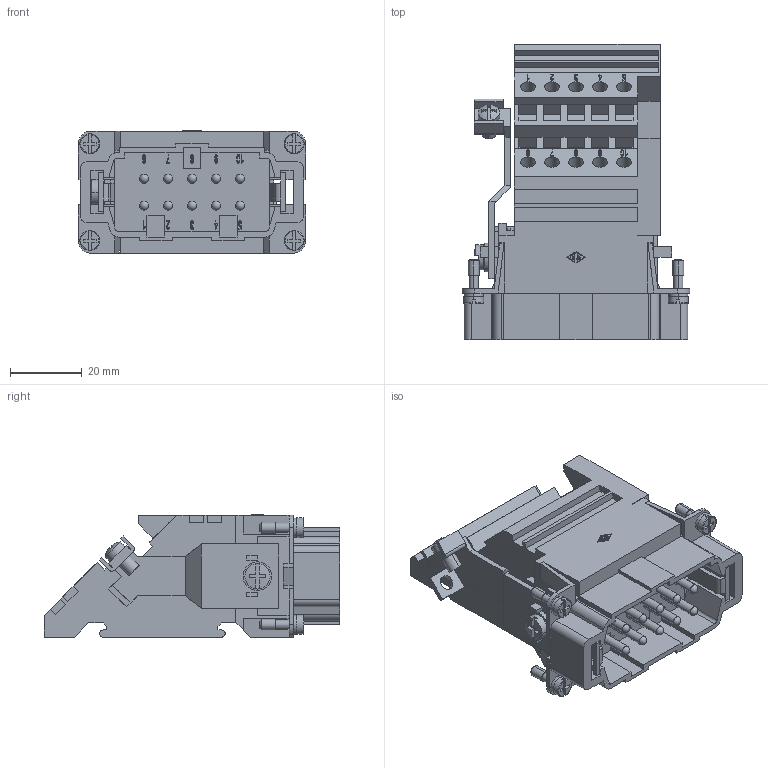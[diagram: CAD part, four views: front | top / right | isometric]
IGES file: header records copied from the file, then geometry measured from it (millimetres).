
Global section: file name: No Iges File Name specified; native system: AutoDesk Inventor R6.1; preprocessor: AutoDesk Inventor Iges Exporter R6.1; author: No Author specified; organization: No Organization specified; date: 20061127.134734; units: millimetre
Bounding box: 63.4 x 82.5 x 34.1 mm (x, y, z)
Volume: 76350.2 mm3; surface area: 27634.6 mm2
Topology: 1 solids, 1 shells, 1050 faces, 2871 edges, 1854 vertices
Faces by surface type: plane 594, bspline 322, cylinder 82, revolution 28, sphere 16, cone 4, torus 4
